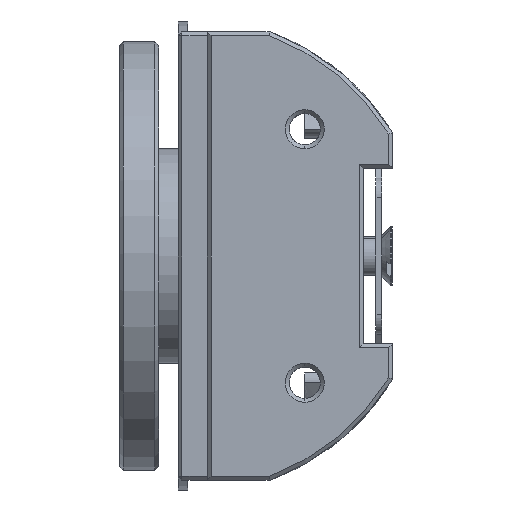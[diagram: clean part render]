
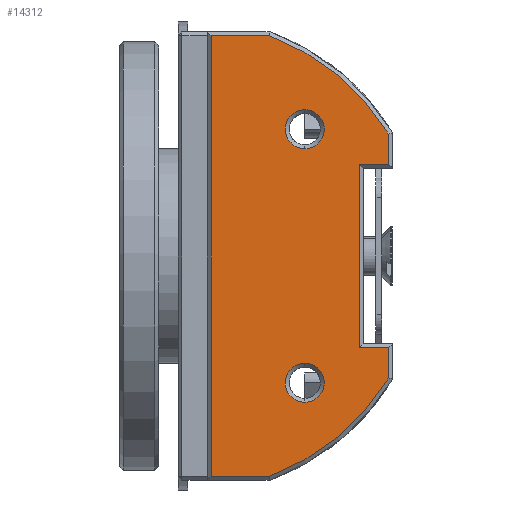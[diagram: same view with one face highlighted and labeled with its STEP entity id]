
A CAD part, left-side view. The second image highlights one B-rep face of the part: STEP entity #14312.
In plain terms, the highlighted planar face has unit normal (-1, 0, 0).
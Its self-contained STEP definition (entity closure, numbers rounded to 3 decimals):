
#71 = DIRECTION ( 'NONE',  ( 0., 0., 1. ) ) ;
#304 = AXIS2_PLACEMENT_3D ( 'NONE', #2789, #1763, #8510 ) ;
#382 = AXIS2_PLACEMENT_3D ( 'NONE', #7576, #794, #3245 ) ;
#490 = EDGE_CURVE ( 'NONE', #4736, #10628, #4874, .T. ) ;
#590 = DIRECTION ( 'NONE',  ( 0., -1., 0. ) ) ;
#607 = VERTEX_POINT ( 'NONE', #4827 ) ;
#716 = LINE ( 'NONE', #7497, #4501 ) ;
#794 = DIRECTION ( 'NONE',  ( 1., 0., 0. ) ) ;
#797 = CIRCLE ( 'NONE', #11717, 1. ) ;
#816 = EDGE_CURVE ( 'NONE', #607, #4242, #6218, .T. ) ;
#860 = CARTESIAN_POINT ( 'NONE',  ( -15., 4.2, 4.5 ) ) ;
#883 = DIRECTION ( 'NONE',  ( 0., 0., -1. ) ) ;
#905 = ORIENTED_EDGE ( 'NONE', *, *, #13647, .T. ) ;
#937 = DIRECTION ( 'NONE',  ( 0., 0., -1. ) ) ;
#940 = VECTOR ( 'NONE', #13298, 1000. ) ;
#1016 = VECTOR ( 'NONE', #5185, 1000. ) ;
#1203 = LINE ( 'NONE', #13331, #13081 ) ;
#1221 = ORIENTED_EDGE ( 'NONE', *, *, #5992, .T. ) ;
#1223 = CARTESIAN_POINT ( 'NONE',  ( -15., 12., -12.5 ) ) ;
#1353 = EDGE_CURVE ( 'NONE', #2056, #12536, #2937, .T. ) ;
#1763 = DIRECTION ( 'NONE',  ( -1., 0., 0. ) ) ;
#1813 = CARTESIAN_POINT ( 'NONE',  ( -15., 8.815, 11.3 ) ) ;
#2048 = CARTESIAN_POINT ( 'NONE',  ( -15., 11.8, 11.3 ) ) ;
#2056 = VERTEX_POINT ( 'NONE', #13684 ) ;
#2186 = VERTEX_POINT ( 'NONE', #9201 ) ;
#2192 = CARTESIAN_POINT ( 'NONE',  ( -15., 12., -4.7 ) ) ;
#2291 = VECTOR ( 'NONE', #8754, 1000. ) ;
#2369 = DIRECTION ( 'NONE',  ( 0., 0., -1. ) ) ;
#2495 = VERTEX_POINT ( 'NONE', #1813 ) ;
#2606 = DIRECTION ( 'NONE',  ( 0., 0., -1. ) ) ;
#2789 = CARTESIAN_POINT ( 'NONE',  ( -15., 13., 0. ) ) ;
#2887 = AXIS2_PLACEMENT_3D ( 'NONE', #4615, #5718, #2369 ) ;
#2937 = CIRCLE ( 'NONE', #382, 1. ) ;
#3245 = DIRECTION ( 'NONE',  ( 0., 0., -1. ) ) ;
#3261 = EDGE_CURVE ( 'NONE', #4200, #3624, #8417, .T. ) ;
#3624 = VERTEX_POINT ( 'NONE', #11774 ) ;
#4047 = CARTESIAN_POINT ( 'NONE',  ( -15., 11.8, -11.5 ) ) ;
#4056 = ORIENTED_EDGE ( 'NONE', *, *, #490, .T. ) ;
#4200 = VERTEX_POINT ( 'NONE', #10484 ) ;
#4242 = VERTEX_POINT ( 'NONE', #6198 ) ;
#4251 = DIRECTION ( 'NONE',  ( 0., 0., -1. ) ) ;
#4272 = EDGE_LOOP ( 'NONE', ( #8610, #9683, #6970, #5672, #12811, #905, #10946, #11832, #12535, #8279 ) ) ;
#4362 = LINE ( 'NONE', #2192, #940 ) ;
#4501 = VECTOR ( 'NONE', #6396, 1000. ) ;
#4583 = VERTEX_POINT ( 'NONE', #12356 ) ;
#4615 = CARTESIAN_POINT ( 'NONE',  ( -15., 7., 6.5 ) ) ;
#4736 = VERTEX_POINT ( 'NONE', #10917 ) ;
#4799 = DIRECTION ( 'NONE',  ( 1., 0., 0. ) ) ;
#4827 = CARTESIAN_POINT ( 'NONE',  ( -15., 11.8, -11.3 ) ) ;
#4874 = CIRCLE ( 'NONE', #6045, 1. ) ;
#4960 = EDGE_CURVE ( 'NONE', #2495, #5627, #716, .T. ) ;
#5116 = CARTESIAN_POINT ( 'NONE',  ( -15., 8.78, -11.3 ) ) ;
#5185 = DIRECTION ( 'NONE',  ( 0., -1., 0. ) ) ;
#5278 = CARTESIAN_POINT ( 'NONE',  ( -15., 2.7, 6.254 ) ) ;
#5375 = FACE_BOUND ( 'NONE', #8633, .T. ) ;
#5469 = LINE ( 'NONE', #7818, #10958 ) ;
#5540 = EDGE_CURVE ( 'NONE', #4242, #4583, #5878, .T. ) ;
#5627 = VERTEX_POINT ( 'NONE', #2048 ) ;
#5672 = ORIENTED_EDGE ( 'NONE', *, *, #3261, .T. ) ;
#5718 = DIRECTION ( 'NONE',  ( 1., 0., 0. ) ) ;
#5793 = DIRECTION ( 'NONE',  ( -1., 0., 0. ) ) ;
#5878 = CIRCLE ( 'NONE', #304, 12.05 ) ;
#5889 = EDGE_CURVE ( 'NONE', #12536, #2056, #797, .T. ) ;
#5992 = EDGE_CURVE ( 'NONE', #10628, #4736, #10324, .T. ) ;
#6045 = AXIS2_PLACEMENT_3D ( 'NONE', #7066, #4799, #2606 ) ;
#6198 = CARTESIAN_POINT ( 'NONE',  ( -15., 8.815, -11.3 ) ) ;
#6218 = LINE ( 'NONE', #5116, #1016 ) ;
#6396 = DIRECTION ( 'NONE',  ( 0., 1., 0. ) ) ;
#6508 = VERTEX_POINT ( 'NONE', #11721 ) ;
#6666 = DIRECTION ( 'NONE',  ( 0., 0., 1. ) ) ;
#6775 = ORIENTED_EDGE ( 'NONE', *, *, #5889, .T. ) ;
#6824 = DIRECTION ( 'NONE',  ( 0., 0., -1. ) ) ;
#6970 = ORIENTED_EDGE ( 'NONE', *, *, #8839, .T. ) ;
#7066 = CARTESIAN_POINT ( 'NONE',  ( -15., 7., 6.5 ) ) ;
#7497 = CARTESIAN_POINT ( 'NONE',  ( -15., 12., 11.3 ) ) ;
#7576 = CARTESIAN_POINT ( 'NONE',  ( -15., 7., -6.5 ) ) ;
#7592 = AXIS2_PLACEMENT_3D ( 'NONE', #11473, #5793, #6824 ) ;
#7780 = CARTESIAN_POINT ( 'NONE',  ( -15., 7., -6.5 ) ) ;
#7818 = CARTESIAN_POINT ( 'NONE',  ( -15., 2.7, -4.5 ) ) ;
#8279 = ORIENTED_EDGE ( 'NONE', *, *, #5540, .T. ) ;
#8417 = LINE ( 'NONE', #12791, #8551 ) ;
#8510 = DIRECTION ( 'NONE',  ( 0., 0., -1. ) ) ;
#8551 = VECTOR ( 'NONE', #590, 1000. ) ;
#8610 = ORIENTED_EDGE ( 'NONE', *, *, #9927, .T. ) ;
#8633 = EDGE_LOOP ( 'NONE', ( #1221, #4056 ) ) ;
#8679 = LINE ( 'NONE', #4047, #10545 ) ;
#8754 = DIRECTION ( 'NONE',  ( 0., 0., 1. ) ) ;
#8839 = EDGE_CURVE ( 'NONE', #6508, #4200, #12101, .T. ) ;
#9021 = AXIS2_PLACEMENT_3D ( 'NONE', #1223, #9886, #937 ) ;
#9039 = PLANE ( 'NONE',  #9021 ) ;
#9201 = CARTESIAN_POINT ( 'NONE',  ( -15., 2.7, -4.7 ) ) ;
#9683 = ORIENTED_EDGE ( 'NONE', *, *, #10748, .T. ) ;
#9737 = ORIENTED_EDGE ( 'NONE', *, *, #1353, .T. ) ;
#9886 = DIRECTION ( 'NONE',  ( 1., 0., 0. ) ) ;
#9927 = EDGE_CURVE ( 'NONE', #4583, #2186, #5469, .T. ) ;
#10116 = CIRCLE ( 'NONE', #7592, 12.05 ) ;
#10324 = CIRCLE ( 'NONE', #2887, 1. ) ;
#10484 = CARTESIAN_POINT ( 'NONE',  ( -15., 4.2, 4.7 ) ) ;
#10545 = VECTOR ( 'NONE', #4251, 1000. ) ;
#10628 = VERTEX_POINT ( 'NONE', #12810 ) ;
#10748 = EDGE_CURVE ( 'NONE', #2186, #6508, #4362, .T. ) ;
#10917 = CARTESIAN_POINT ( 'NONE',  ( -15., 7., 5.5 ) ) ;
#10946 = ORIENTED_EDGE ( 'NONE', *, *, #4960, .T. ) ;
#10958 = VECTOR ( 'NONE', #71, 1000. ) ;
#11473 = CARTESIAN_POINT ( 'NONE',  ( -15., 13., 0. ) ) ;
#11717 = AXIS2_PLACEMENT_3D ( 'NONE', #7780, #11859, #883 ) ;
#11721 = CARTESIAN_POINT ( 'NONE',  ( -15., 4.2, -4.7 ) ) ;
#11774 = CARTESIAN_POINT ( 'NONE',  ( -15., 2.7, 4.7 ) ) ;
#11832 = ORIENTED_EDGE ( 'NONE', *, *, #12587, .T. ) ;
#11859 = DIRECTION ( 'NONE',  ( 1., 0., 0. ) ) ;
#11885 = EDGE_CURVE ( 'NONE', #3624, #13775, #1203, .T. ) ;
#12101 = LINE ( 'NONE', #860, #2291 ) ;
#12356 = CARTESIAN_POINT ( 'NONE',  ( -15., 2.7, -6.254 ) ) ;
#12535 = ORIENTED_EDGE ( 'NONE', *, *, #816, .T. ) ;
#12536 = VERTEX_POINT ( 'NONE', #12544 ) ;
#12544 = CARTESIAN_POINT ( 'NONE',  ( -15., 7., -7.5 ) ) ;
#12587 = EDGE_CURVE ( 'NONE', #5627, #607, #8679, .T. ) ;
#12653 = EDGE_LOOP ( 'NONE', ( #9737, #6775 ) ) ;
#12791 = CARTESIAN_POINT ( 'NONE',  ( -15., 12., 4.7 ) ) ;
#12810 = CARTESIAN_POINT ( 'NONE',  ( -15., 7., 7.5 ) ) ;
#12811 = ORIENTED_EDGE ( 'NONE', *, *, #11885, .T. ) ;
#13081 = VECTOR ( 'NONE', #6666, 1000. ) ;
#13272 = FACE_OUTER_BOUND ( 'NONE', #4272, .T. ) ;
#13298 = DIRECTION ( 'NONE',  ( 0., 1., 0. ) ) ;
#13331 = CARTESIAN_POINT ( 'NONE',  ( -15., 2.7, 6.31 ) ) ;
#13647 = EDGE_CURVE ( 'NONE', #13775, #2495, #10116, .T. ) ;
#13684 = CARTESIAN_POINT ( 'NONE',  ( -15., 7., -5.5 ) ) ;
#13775 = VERTEX_POINT ( 'NONE', #5278 ) ;
#14310 = FACE_BOUND ( 'NONE', #12653, .T. ) ;
#14312 = ADVANCED_FACE ( 'NONE', ( #13272, #5375, #14310 ), #9039, .F. ) ;
